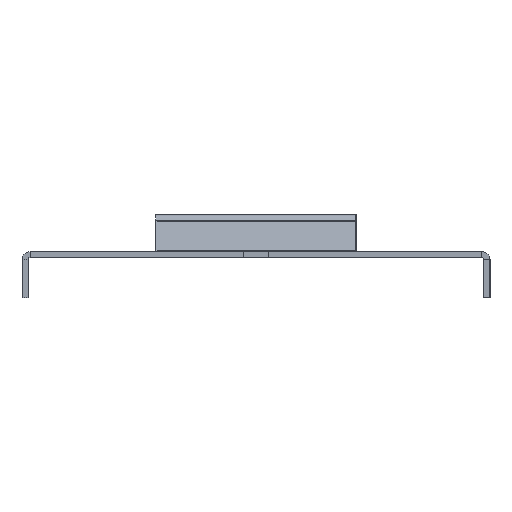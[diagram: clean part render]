
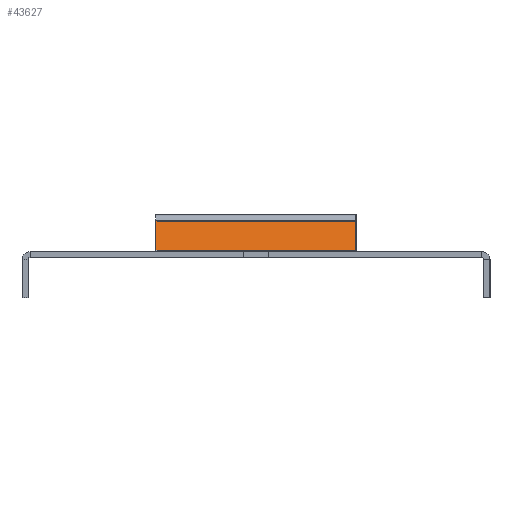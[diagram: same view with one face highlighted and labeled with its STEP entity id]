
A CAD part, left-side view. The second image highlights one B-rep face of the part: STEP entity #43627.
In plain terms, the highlighted planar face has unit normal (-0.966, 0, 0.259).
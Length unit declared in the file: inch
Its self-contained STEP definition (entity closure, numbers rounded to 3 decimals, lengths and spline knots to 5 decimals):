
#1746 = CARTESIAN_POINT ( 'NONE',  ( -35.43374, 1.67323, 0.01459 ) ) ;
#5340 = AXIS2_PLACEMENT_3D ( 'NONE', #14930, #33591, #30091 ) ;
#5743 = VECTOR ( 'NONE', #30993, 39.37008 ) ;
#8287 = CARTESIAN_POINT ( 'NONE',  ( -35.43374, 1.67323, 0.01459 ) ) ;
#9692 = DIRECTION ( 'NONE',  ( 0.259, 0., 0.966 ) ) ;
#10726 = VERTEX_POINT ( 'NONE', #11664 ) ;
#11664 = CARTESIAN_POINT ( 'NONE',  ( -35.35508, 1.67323, 0.30817 ) ) ;
#13400 = LINE ( 'NONE', #1746, #33943 ) ;
#13740 = CARTESIAN_POINT ( 'NONE',  ( -35.43374, 3.64173, 0.01459 ) ) ;
#14930 = CARTESIAN_POINT ( 'NONE',  ( -16.41916, 1.77165, 70.97799 ) ) ;
#15970 = ORIENTED_EDGE ( 'NONE', *, *, #27117, .T. ) ;
#17266 = ORIENTED_EDGE ( 'NONE', *, *, #45406, .T. ) ;
#18556 = VERTEX_POINT ( 'NONE', #22128 ) ;
#18857 = LINE ( 'NONE', #36606, #38750 ) ;
#20734 = EDGE_CURVE ( 'NONE', #10726, #18556, #45670, .T. ) ;
#22128 = CARTESIAN_POINT ( 'NONE',  ( -35.35508, 3.64173, 0.30817 ) ) ;
#22411 = FACE_OUTER_BOUND ( 'NONE', #48319, .T. ) ;
#27117 = EDGE_CURVE ( 'NONE', #18556, #43434, #38440, .T. ) ;
#28656 = EDGE_CURVE ( 'NONE', #47485, #10726, #13400, .T. ) ;
#29763 = DIRECTION ( 'NONE',  ( 0., 1., 0. ) ) ;
#30091 = DIRECTION ( 'NONE',  ( 0., 1., 0. ) ) ;
#30309 = DIRECTION ( 'NONE',  ( 0., -1., 0. ) ) ;
#30933 = VECTOR ( 'NONE', #29763, 39.37008 ) ;
#30993 = DIRECTION ( 'NONE',  ( -0.259, 0., -0.966 ) ) ;
#33591 = DIRECTION ( 'NONE',  ( -0.966, 0., 0.259 ) ) ;
#33943 = VECTOR ( 'NONE', #9692, 39.37008 ) ;
#36606 = CARTESIAN_POINT ( 'NONE',  ( -35.43374, 4.62725, 0.01459 ) ) ;
#37594 = ORIENTED_EDGE ( 'NONE', *, *, #28656, .T. ) ;
#38440 = LINE ( 'NONE', #45418, #5743 ) ;
#38750 = VECTOR ( 'NONE', #30309, 39.37008 ) ;
#41765 = PLANE ( 'NONE',  #5340 ) ;
#43434 = VERTEX_POINT ( 'NONE', #13740 ) ;
#43627 = ADVANCED_FACE ( 'NONE', ( #22411 ), #41765, .T. ) ;
#45406 = EDGE_CURVE ( 'NONE', #43434, #47485, #18857, .T. ) ;
#45418 = CARTESIAN_POINT ( 'NONE',  ( -35.35508, 3.64173, 0.30817 ) ) ;
#45670 = LINE ( 'NONE', #48664, #30933 ) ;
#47485 = VERTEX_POINT ( 'NONE', #8287 ) ;
#48319 = EDGE_LOOP ( 'NONE', ( #49023, #15970, #17266, #37594 ) ) ;
#48664 = CARTESIAN_POINT ( 'NONE',  ( -35.35508, 1.77165, 0.30817 ) ) ;
#49023 = ORIENTED_EDGE ( 'NONE', *, *, #20734, .T. ) ;
